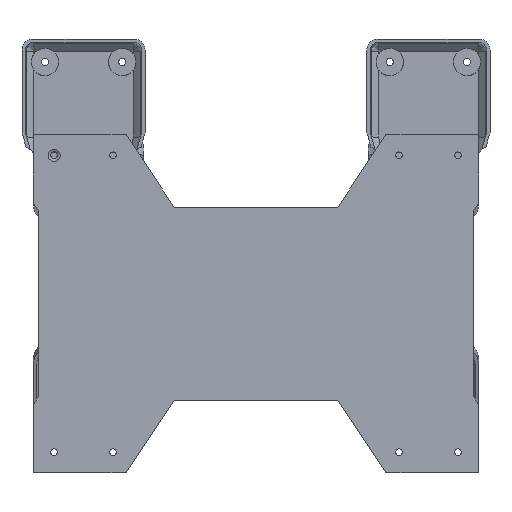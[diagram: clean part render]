
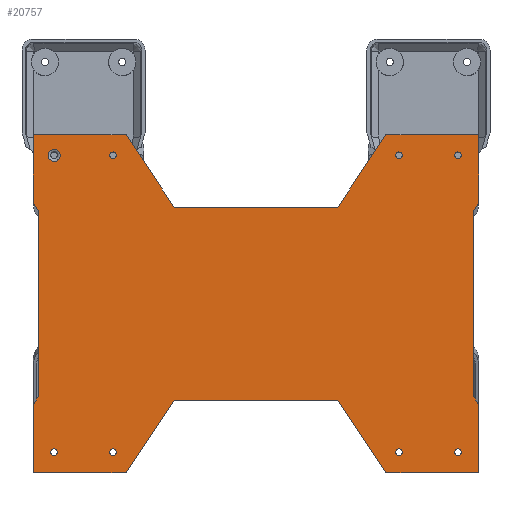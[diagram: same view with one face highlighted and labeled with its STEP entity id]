
A CAD part, front view. The second image highlights one B-rep face of the part: STEP entity #20757.
In plain terms, the highlighted planar face has unit normal (0, -1, 0).
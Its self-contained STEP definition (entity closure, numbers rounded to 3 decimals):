
#726=FACE_BOUND('',#6578,.T.);
#727=FACE_BOUND('',#6579,.T.);
#728=FACE_BOUND('',#6580,.T.);
#729=FACE_BOUND('',#6581,.T.);
#730=FACE_BOUND('',#6582,.T.);
#731=FACE_BOUND('',#6583,.T.);
#732=FACE_BOUND('',#6584,.T.);
#733=FACE_BOUND('',#6585,.T.);
#1640=LINE('',#32322,#3660);
#1647=LINE('',#32336,#3667);
#1650=LINE('',#32342,#3670);
#1653=LINE('',#32348,#3673);
#1656=LINE('',#32356,#3676);
#1659=LINE('',#32362,#3679);
#1661=LINE('',#32371,#3681);
#1665=LINE('',#32378,#3685);
#1668=LINE('',#32386,#3688);
#1671=LINE('',#32392,#3691);
#1674=LINE('',#32398,#3694);
#1677=LINE('',#32405,#3697);
#1684=LINE('',#32418,#3704);
#1687=LINE('',#32424,#3707);
#1690=LINE('',#32432,#3710);
#1693=LINE('',#32438,#3713);
#1695=LINE('',#32447,#3715);
#1699=LINE('',#32454,#3719);
#1702=LINE('',#32462,#3722);
#1704=LINE('',#32465,#3724);
#3660=VECTOR('',#24021,79.739);
#3667=VECTOR('',#24030,150.);
#3670=VECTOR('',#24035,79.739);
#3673=VECTOR('',#24040,85.);
#3676=VECTOR('',#24047,63.);
#3679=VECTOR('',#24052,9.061);
#3681=VECTOR('',#24060,168.886);
#3685=VECTOR('',#24066,9.061);
#3688=VECTOR('',#24073,63.);
#3691=VECTOR('',#24078,85.);
#3694=VECTOR('',#24083,79.739);
#3697=VECTOR('',#24088,150.);
#3704=VECTOR('',#24097,79.739);
#3707=VECTOR('',#24102,85.);
#3710=VECTOR('',#24109,63.);
#3713=VECTOR('',#24114,9.061);
#3715=VECTOR('',#24122,168.886);
#3719=VECTOR('',#24128,9.061);
#3722=VECTOR('',#24135,63.);
#3724=VECTOR('',#24139,85.);
#5340=FACE_OUTER_BOUND('',#6577,.T.);
#6577=EDGE_LOOP('',(#13962,#13963,#13964,#13965,#13966,#13967,#13968,#13969,
#13970,#13971,#13972,#13973,#13974,#13975,#13976,#13977,#13978,#13979,#13980,
#13981));
#6578=EDGE_LOOP('',(#13982));
#6579=EDGE_LOOP('',(#13983));
#6580=EDGE_LOOP('',(#13984));
#6581=EDGE_LOOP('',(#13985));
#6582=EDGE_LOOP('',(#13986));
#6583=EDGE_LOOP('',(#13987));
#6584=EDGE_LOOP('',(#13988));
#6585=EDGE_LOOP('',(#13989));
#7818=CIRCLE('',#22051,5.56);
#7819=CIRCLE('',#22052,3.06);
#7820=CIRCLE('',#22053,3.06);
#7821=CIRCLE('',#22054,3.06);
#7822=CIRCLE('',#22055,3.06);
#7823=CIRCLE('',#22056,3.06);
#7824=CIRCLE('',#22057,3.06);
#7825=CIRCLE('',#22058,3.06);
#8806=VERTEX_POINT('',#32316);
#8808=VERTEX_POINT('',#32320);
#8810=VERTEX_POINT('',#32325);
#8816=VERTEX_POINT('',#32339);
#8818=VERTEX_POINT('',#32345);
#8820=VERTEX_POINT('',#32351);
#8823=VERTEX_POINT('',#32359);
#8827=VERTEX_POINT('',#32370);
#8829=VERTEX_POINT('',#32375);
#8831=VERTEX_POINT('',#32381);
#8834=VERTEX_POINT('',#32389);
#8836=VERTEX_POINT('',#32395);
#8839=VERTEX_POINT('',#32404);
#8844=VERTEX_POINT('',#32415);
#8846=VERTEX_POINT('',#32421);
#8848=VERTEX_POINT('',#32427);
#8851=VERTEX_POINT('',#32435);
#8855=VERTEX_POINT('',#32446);
#8857=VERTEX_POINT('',#32451);
#8859=VERTEX_POINT('',#32457);
#8861=VERTEX_POINT('',#32467);
#8862=VERTEX_POINT('',#32469);
#8863=VERTEX_POINT('',#32471);
#8864=VERTEX_POINT('',#32473);
#8865=VERTEX_POINT('',#32475);
#8866=VERTEX_POINT('',#32477);
#8867=VERTEX_POINT('',#32479);
#8868=VERTEX_POINT('',#32481);
#10801=EDGE_CURVE('',#8808,#8806,#1640,.T.);
#10808=EDGE_CURVE('',#8806,#8810,#1647,.T.);
#10811=EDGE_CURVE('',#8810,#8816,#1650,.T.);
#10814=EDGE_CURVE('',#8816,#8818,#1653,.T.);
#10818=EDGE_CURVE('',#8818,#8820,#1656,.T.);
#10821=EDGE_CURVE('',#8820,#8823,#1659,.T.);
#10825=EDGE_CURVE('',#8823,#8827,#1661,.T.);
#10829=EDGE_CURVE('',#8827,#8829,#1665,.T.);
#10833=EDGE_CURVE('',#8829,#8831,#1668,.T.);
#10836=EDGE_CURVE('',#8831,#8834,#1671,.T.);
#10839=EDGE_CURVE('',#8834,#8836,#1674,.T.);
#10842=EDGE_CURVE('',#8836,#8839,#1677,.T.);
#10849=EDGE_CURVE('',#8839,#8844,#1684,.T.);
#10852=EDGE_CURVE('',#8844,#8846,#1687,.T.);
#10856=EDGE_CURVE('',#8846,#8848,#1690,.T.);
#10859=EDGE_CURVE('',#8848,#8851,#1693,.T.);
#10863=EDGE_CURVE('',#8851,#8855,#1695,.T.);
#10867=EDGE_CURVE('',#8855,#8857,#1699,.T.);
#10871=EDGE_CURVE('',#8857,#8859,#1702,.T.);
#10873=EDGE_CURVE('',#8859,#8808,#1704,.T.);
#10874=EDGE_CURVE('',#8861,#8861,#7818,.T.);
#10875=EDGE_CURVE('',#8862,#8862,#7819,.T.);
#10876=EDGE_CURVE('',#8863,#8863,#7820,.T.);
#10877=EDGE_CURVE('',#8864,#8864,#7821,.T.);
#10878=EDGE_CURVE('',#8865,#8865,#7822,.T.);
#10879=EDGE_CURVE('',#8866,#8866,#7823,.T.);
#10880=EDGE_CURVE('',#8867,#8867,#7824,.T.);
#10881=EDGE_CURVE('',#8868,#8868,#7825,.T.);
#13962=ORIENTED_EDGE('',*,*,#10801,.F.);
#13963=ORIENTED_EDGE('',*,*,#10873,.F.);
#13964=ORIENTED_EDGE('',*,*,#10871,.F.);
#13965=ORIENTED_EDGE('',*,*,#10867,.F.);
#13966=ORIENTED_EDGE('',*,*,#10863,.F.);
#13967=ORIENTED_EDGE('',*,*,#10859,.F.);
#13968=ORIENTED_EDGE('',*,*,#10856,.F.);
#13969=ORIENTED_EDGE('',*,*,#10852,.F.);
#13970=ORIENTED_EDGE('',*,*,#10849,.F.);
#13971=ORIENTED_EDGE('',*,*,#10842,.F.);
#13972=ORIENTED_EDGE('',*,*,#10839,.F.);
#13973=ORIENTED_EDGE('',*,*,#10836,.F.);
#13974=ORIENTED_EDGE('',*,*,#10833,.F.);
#13975=ORIENTED_EDGE('',*,*,#10829,.F.);
#13976=ORIENTED_EDGE('',*,*,#10825,.F.);
#13977=ORIENTED_EDGE('',*,*,#10821,.F.);
#13978=ORIENTED_EDGE('',*,*,#10818,.F.);
#13979=ORIENTED_EDGE('',*,*,#10814,.F.);
#13980=ORIENTED_EDGE('',*,*,#10811,.F.);
#13981=ORIENTED_EDGE('',*,*,#10808,.F.);
#13982=ORIENTED_EDGE('',*,*,#10874,.T.);
#13983=ORIENTED_EDGE('',*,*,#10875,.T.);
#13984=ORIENTED_EDGE('',*,*,#10876,.T.);
#13985=ORIENTED_EDGE('',*,*,#10877,.T.);
#13986=ORIENTED_EDGE('',*,*,#10878,.T.);
#13987=ORIENTED_EDGE('',*,*,#10879,.T.);
#13988=ORIENTED_EDGE('',*,*,#10880,.T.);
#13989=ORIENTED_EDGE('',*,*,#10881,.T.);
#19360=PLANE('',#22050);
#20757=ADVANCED_FACE('',(#5340,#726,#727,#728,#729,#730,#731,#732,#733),
#19360,.F.);
#22050=AXIS2_PLACEMENT_3D('',#32466,#24140,#24141);
#22051=AXIS2_PLACEMENT_3D('',#32468,#24142,#24143);
#22052=AXIS2_PLACEMENT_3D('',#32470,#24144,#24145);
#22053=AXIS2_PLACEMENT_3D('',#32472,#24146,#24147);
#22054=AXIS2_PLACEMENT_3D('',#32474,#24148,#24149);
#22055=AXIS2_PLACEMENT_3D('',#32476,#24150,#24151);
#22056=AXIS2_PLACEMENT_3D('',#32478,#24152,#24153);
#22057=AXIS2_PLACEMENT_3D('',#32480,#24154,#24155);
#22058=AXIS2_PLACEMENT_3D('',#32482,#24156,#24157);
#24021=DIRECTION('',(-0.552,0.,0.834));
#24030=DIRECTION('',(-1.,0.,0.));
#24035=DIRECTION('',(-0.552,0.,-0.834));
#24040=DIRECTION('',(-1.,0.,0.));
#24047=DIRECTION('',(0.,0.,1.));
#24052=DIRECTION('',(0.552,0.,0.834));
#24060=DIRECTION('',(0.,0.,1.));
#24066=DIRECTION('',(-0.552,0.,0.834));
#24073=DIRECTION('',(0.,0.,1.));
#24078=DIRECTION('',(1.,0.,0.));
#24083=DIRECTION('',(0.552,0.,-0.834));
#24088=DIRECTION('',(1.,0.,0.));
#24097=DIRECTION('',(0.552,0.,0.834));
#24102=DIRECTION('',(1.,0.,0.));
#24109=DIRECTION('',(0.,0.,-1.));
#24114=DIRECTION('',(-0.552,0.,-0.834));
#24122=DIRECTION('',(0.,0.,-1.));
#24128=DIRECTION('',(0.552,0.,-0.834));
#24135=DIRECTION('',(0.,0.,-1.));
#24139=DIRECTION('',(-1.,0.,0.));
#24140=DIRECTION('center_axis',(0.,1.,0.));
#24141=DIRECTION('ref_axis',(0.,0.,1.));
#24142=DIRECTION('center_axis',(0.,1.,0.));
#24143=DIRECTION('ref_axis',(0.,0.,1.));
#24144=DIRECTION('center_axis',(0.,1.,0.));
#24145=DIRECTION('ref_axis',(0.,0.,-1.));
#24146=DIRECTION('center_axis',(0.,1.,0.));
#24147=DIRECTION('ref_axis',(0.,0.,1.));
#24148=DIRECTION('center_axis',(0.,1.,0.));
#24149=DIRECTION('ref_axis',(0.,0.,1.));
#24150=DIRECTION('center_axis',(0.,1.,0.));
#24151=DIRECTION('ref_axis',(0.,0.,-1.));
#24152=DIRECTION('center_axis',(0.,1.,0.));
#24153=DIRECTION('ref_axis',(0.,0.,-1.));
#24154=DIRECTION('center_axis',(0.,1.,0.));
#24155=DIRECTION('ref_axis',(0.,0.,1.));
#24156=DIRECTION('center_axis',(0.,1.,0.));
#24157=DIRECTION('ref_axis',(0.,0.,1.));
#32316=CARTESIAN_POINT('',(75.,0.,-88.5));
#32320=CARTESIAN_POINT('',(119.,0.,-155.));
#32322=CARTESIAN_POINT('',(119.,0.,-155.));
#32325=CARTESIAN_POINT('',(-75.,0.,-88.5));
#32336=CARTESIAN_POINT('',(75.,0.,-88.5));
#32339=CARTESIAN_POINT('',(-119.,0.,-155.));
#32342=CARTESIAN_POINT('',(-75.,0.,-88.5));
#32345=CARTESIAN_POINT('',(-204.,0.,-155.));
#32348=CARTESIAN_POINT('',(-119.,0.,-155.));
#32351=CARTESIAN_POINT('',(-204.,0.,-92.));
#32356=CARTESIAN_POINT('',(-204.,0.,-155.));
#32359=CARTESIAN_POINT('',(-199.,0.,-84.443));
#32362=CARTESIAN_POINT('',(-204.,0.,-92.));
#32370=CARTESIAN_POINT('',(-199.,0.,84.443));
#32371=CARTESIAN_POINT('',(-199.,0.,-84.443));
#32375=CARTESIAN_POINT('',(-204.,0.,92.));
#32378=CARTESIAN_POINT('',(-199.,0.,84.443));
#32381=CARTESIAN_POINT('',(-204.,0.,155.));
#32386=CARTESIAN_POINT('',(-204.,0.,92.));
#32389=CARTESIAN_POINT('',(-119.,0.,155.));
#32392=CARTESIAN_POINT('',(-204.,0.,155.));
#32395=CARTESIAN_POINT('',(-75.,0.,88.5));
#32398=CARTESIAN_POINT('',(-119.,0.,155.));
#32404=CARTESIAN_POINT('',(75.,0.,88.5));
#32405=CARTESIAN_POINT('',(-75.,0.,88.5));
#32415=CARTESIAN_POINT('',(119.,0.,155.));
#32418=CARTESIAN_POINT('',(75.,0.,88.5));
#32421=CARTESIAN_POINT('',(204.,0.,155.));
#32424=CARTESIAN_POINT('',(119.,0.,155.));
#32427=CARTESIAN_POINT('',(204.,0.,92.));
#32432=CARTESIAN_POINT('',(204.,0.,155.));
#32435=CARTESIAN_POINT('',(199.,0.,84.443));
#32438=CARTESIAN_POINT('',(204.,0.,92.));
#32446=CARTESIAN_POINT('',(199.,0.,-84.443));
#32447=CARTESIAN_POINT('',(199.,0.,84.443));
#32451=CARTESIAN_POINT('',(204.,0.,-92.));
#32454=CARTESIAN_POINT('',(199.,0.,-84.443));
#32457=CARTESIAN_POINT('',(204.,0.,-155.));
#32462=CARTESIAN_POINT('',(204.,0.,-92.));
#32465=CARTESIAN_POINT('',(204.,0.,-155.));
#32466=CARTESIAN_POINT('Origin',(0.,0.,0.));
#32467=CARTESIAN_POINT('',(-185.,0.,130.44));
#32468=CARTESIAN_POINT('Origin',(-185.,0.,136.));
#32469=CARTESIAN_POINT('',(-131.,0.,132.94));
#32470=CARTESIAN_POINT('Origin',(-131.,0.,136.));
#32471=CARTESIAN_POINT('',(131.,0.,132.94));
#32472=CARTESIAN_POINT('Origin',(131.,0.,136.));
#32473=CARTESIAN_POINT('',(185.,0.,132.94));
#32474=CARTESIAN_POINT('Origin',(185.,0.,136.));
#32475=CARTESIAN_POINT('',(185.,0.,-139.06));
#32476=CARTESIAN_POINT('Origin',(185.,0.,-136.));
#32477=CARTESIAN_POINT('',(131.,0.,-139.06));
#32478=CARTESIAN_POINT('Origin',(131.,0.,-136.));
#32479=CARTESIAN_POINT('',(-131.,0.,-139.06));
#32480=CARTESIAN_POINT('Origin',(-131.,0.,-136.));
#32481=CARTESIAN_POINT('',(-185.,0.,-139.06));
#32482=CARTESIAN_POINT('Origin',(-185.,0.,-136.));
